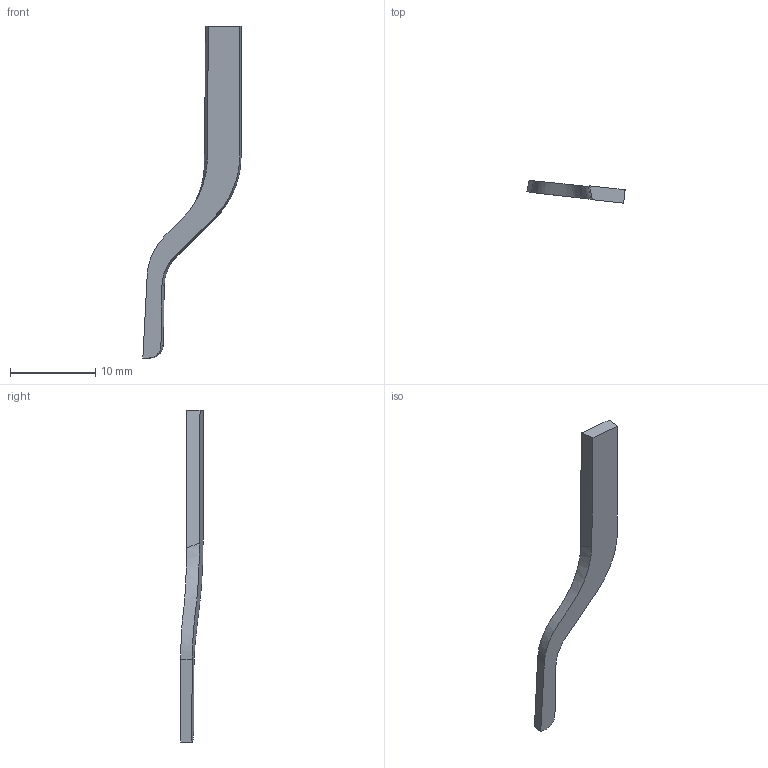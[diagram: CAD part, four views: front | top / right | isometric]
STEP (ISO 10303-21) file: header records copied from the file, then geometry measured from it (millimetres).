
FILE_DESCRIPTION(('CATIA V5 STEP Exchange','CAx-IF Rec.Pracs.--- Model Styling and Organization---1.4--- 2014-01-23'),'2;1');
FILE_NAME('Edeg_stfffener_40_3.5_1.73_0.4.stp','2023-08-16T05:24:55+00:00',('none'),('none'),'CATIA Version 5-6 Release 2017','CATIA V5 STEP AP214','none');
FILE_SCHEMA(('AUTOMOTIVE_DESIGN { 1 0 10303 214 1 1 1 1 }'));
Length unit declared in the file: millimetre
Products named in the file (1): mjmq310CBAE7ldre
Bounding box: 11.54 x 2.7 x 39 mm (x, y, z)
Volume: 189.3 mm3; surface area: 387.8 mm2
Topology: 1 solids, 1 shells, 13 faces, 37 edges, 26 vertices
Faces by surface type: bspline 5, plane 4, torus 2, cone 2
Entity records: 873 total; most frequent: CARTESIAN_POINT 569, ORIENTED_EDGE 74, EDGE_CURVE 37, DIRECTION 30, VERTEX_POINT 26, B_SPLINE_CURVE_WITH_KNOTS 22, ADVANCED_FACE 13, EDGE_LOOP 13
